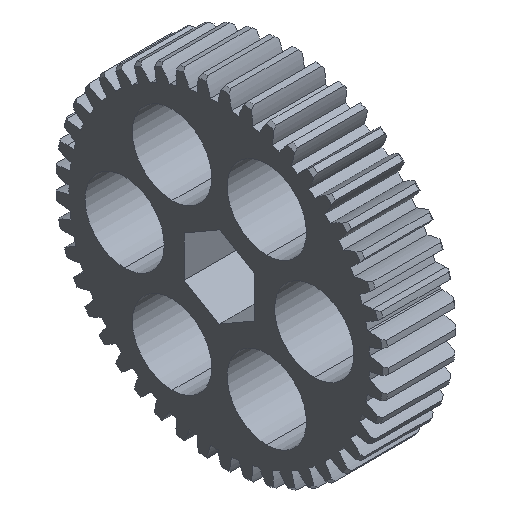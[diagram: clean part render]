
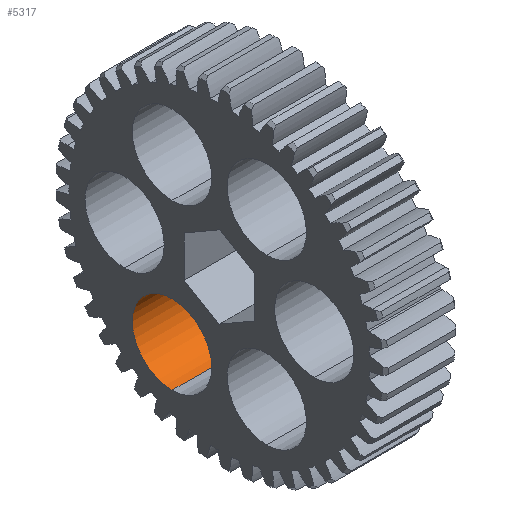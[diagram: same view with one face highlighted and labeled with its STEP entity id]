
A CAD part, isometric view. The second image highlights one B-rep face of the part: STEP entity #5317.
In plain terms, the highlighted cylindrical face has radius 7.112 mm (diameter 14.224 mm), a partial arc.
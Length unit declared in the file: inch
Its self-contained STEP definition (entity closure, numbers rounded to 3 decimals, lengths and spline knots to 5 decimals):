
#399 = VERTEX_POINT ( 'NONE', #2380 ) ;
#1277 = VERTEX_POINT ( 'NONE', #9464 ) ;
#1581 = EDGE_CURVE ( 'NONE', #2960, #5711, #3554, .T. ) ;
#1863 = DIRECTION ( 'NONE',  ( 0., 0., -1. ) ) ;
#2069 = FACE_OUTER_BOUND ( 'NONE', #2575, .T. ) ;
#2380 = CARTESIAN_POINT ( 'NONE',  ( 0.516, 0.335, -0.30024 ) ) ;
#2575 = EDGE_LOOP ( 'NONE', ( #5203, #5564, #6690, #5955 ) ) ;
#2854 = DIRECTION ( 'NONE',  ( -1., 0., 0. ) ) ;
#2960 = VERTEX_POINT ( 'NONE', #4575 ) ;
#3096 = DIRECTION ( 'NONE',  ( 1., 0., 0. ) ) ;
#3295 = VECTOR ( 'NONE', #5839, 39.37008 ) ;
#3432 = CARTESIAN_POINT ( 'NONE',  ( 0., 0.335, -0.30024 ) ) ;
#3554 = CIRCLE ( 'NONE', #4025, 0.28 ) ;
#3936 = CYLINDRICAL_SURFACE ( 'NONE', #6917, 0.28 ) ;
#4025 = AXIS2_PLACEMENT_3D ( 'NONE', #7854, #3096, #8685 ) ;
#4490 = CARTESIAN_POINT ( 'NONE',  ( 0., 0.335, -0.58024 ) ) ;
#4575 = CARTESIAN_POINT ( 'NONE',  ( 0., 0.335, -0.86024 ) ) ;
#4925 = CIRCLE ( 'NONE', #7702, 0.28 ) ;
#5130 = EDGE_CURVE ( 'NONE', #5711, #399, #9715, .T. ) ;
#5137 = DIRECTION ( 'NONE',  ( 1., 0., 0. ) ) ;
#5203 = ORIENTED_EDGE ( 'NONE', *, *, #5130, .F. ) ;
#5283 = DIRECTION ( 'NONE',  ( 1., 0., 0. ) ) ;
#5317 = ADVANCED_FACE ( 'NONE', ( #2069 ), #3936, .F. ) ;
#5564 = ORIENTED_EDGE ( 'NONE', *, *, #1581, .F. ) ;
#5711 = VERTEX_POINT ( 'NONE', #9730 ) ;
#5839 = DIRECTION ( 'NONE',  ( 1., 0., 0. ) ) ;
#5955 = ORIENTED_EDGE ( 'NONE', *, *, #6530, .F. ) ;
#6530 = EDGE_CURVE ( 'NONE', #399, #1277, #4925, .T. ) ;
#6638 = LINE ( 'NONE', #8288, #9295 ) ;
#6690 = ORIENTED_EDGE ( 'NONE', *, *, #8514, .T. ) ;
#6917 = AXIS2_PLACEMENT_3D ( 'NONE', #4490, #5283, #1863 ) ;
#7616 = CARTESIAN_POINT ( 'NONE',  ( 0.516, 0.335, -0.58024 ) ) ;
#7702 = AXIS2_PLACEMENT_3D ( 'NONE', #7616, #2854, #8424 ) ;
#7854 = CARTESIAN_POINT ( 'NONE',  ( 0., 0.335, -0.58024 ) ) ;
#8288 = CARTESIAN_POINT ( 'NONE',  ( 0., 0.335, -0.86024 ) ) ;
#8424 = DIRECTION ( 'NONE',  ( 0., 0., 1. ) ) ;
#8514 = EDGE_CURVE ( 'NONE', #2960, #1277, #6638, .T. ) ;
#8685 = DIRECTION ( 'NONE',  ( 0., 0., -1. ) ) ;
#9295 = VECTOR ( 'NONE', #5137, 39.37008 ) ;
#9464 = CARTESIAN_POINT ( 'NONE',  ( 0.516, 0.335, -0.86024 ) ) ;
#9715 = LINE ( 'NONE', #3432, #3295 ) ;
#9730 = CARTESIAN_POINT ( 'NONE',  ( 0., 0.335, -0.30024 ) ) ;
